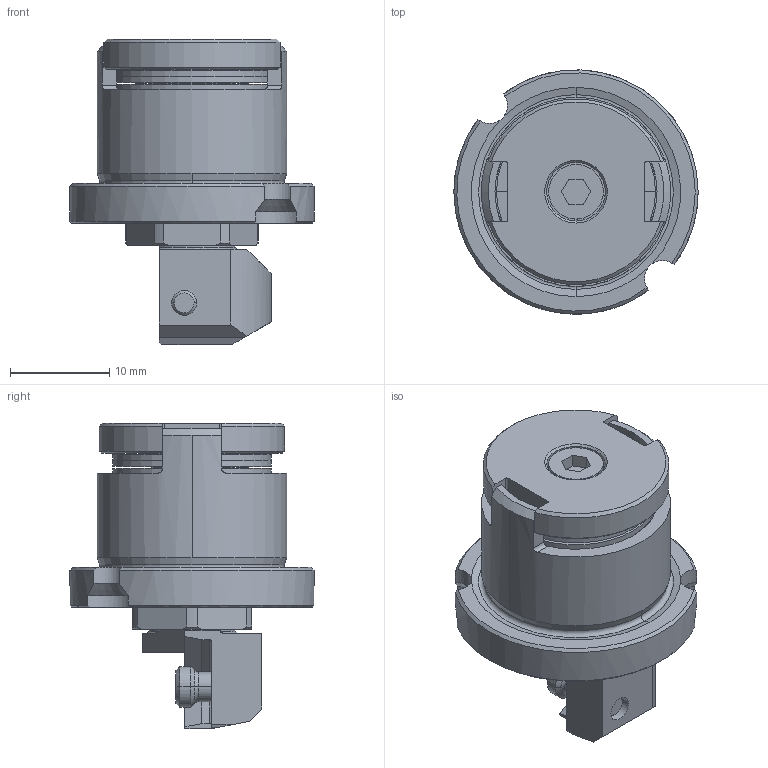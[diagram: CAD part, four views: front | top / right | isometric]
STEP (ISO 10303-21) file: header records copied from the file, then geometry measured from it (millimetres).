
FILE_DESCRIPTION(/* description */ (''),/* implementation_level */ '2;1');
FILE_NAME(/* name */ 'FV2-FVSP21S.stp',/* time_stamp */ '2019-09-03T15:16:07+09:00',/* author */ (''),/* organization */ (''),/* preprocessor_version */ 'ST-DEVELOPER v16',/* originating_system */ 'SIEMENS PLM Software NX 10.0',/* authorisation */ '');
FILE_SCHEMA (('AUTOMOTIVE_DESIGN { 1 0 10303 214 3 1 1 1 }'));
Length unit declared in the file: millimetre
Products named in the file (1): FV2-FVSP21S_ASM
Bounding box: 24.58 x 24.56 x 30.72 mm (x, y, z)
Volume: 6226.9 mm3; surface area: 8537.1 mm2
Topology: 14 solids, 14 shells, 1027 faces, 2843 edges, 1858 vertices
Faces by surface type: plane 772, cone 134, cylinder 94, torus 25, sphere 2
Entity records: 33620 total; most frequent: CARTESIAN_POINT 6832, ORIENTED_EDGE 5678, DIRECTION 5330, EDGE_CURVE 2839, LINE 2104, VECTOR 2104, VERTEX_POINT 1858, AXIS2_PLACEMENT_3D 1613
